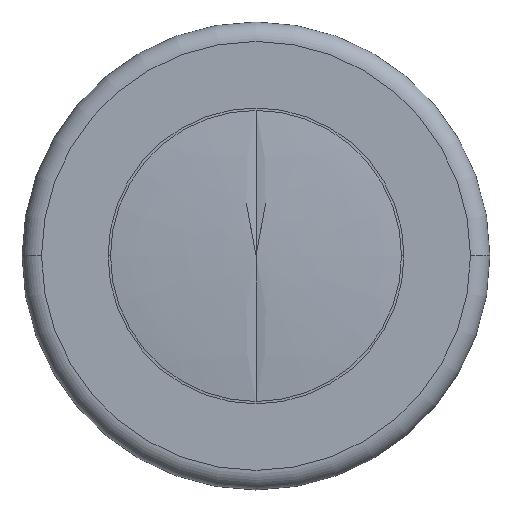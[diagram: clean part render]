
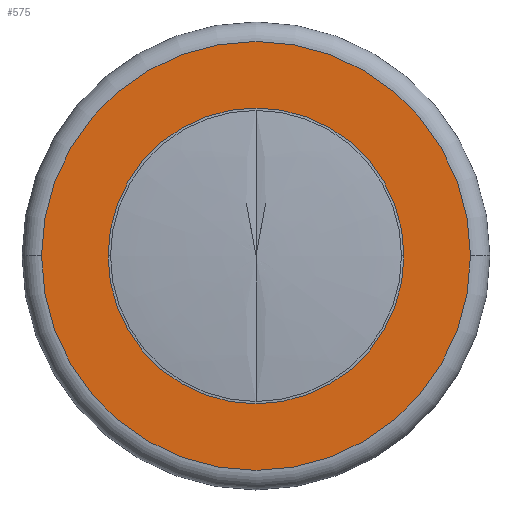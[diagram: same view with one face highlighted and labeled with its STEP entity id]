
A CAD part, top view. The second image highlights one B-rep face of the part: STEP entity #575.
In plain terms, the highlighted planar face has unit normal (0, 0, 1).
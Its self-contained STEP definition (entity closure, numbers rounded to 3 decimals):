
#67 = PLANE ( 'NONE',  #918 ) ;
#120 = AXIS2_PLACEMENT_3D ( 'NONE', #662, #907, #418 ) ;
#130 = ORIENTED_EDGE ( 'NONE', *, *, #446, .T. ) ;
#144 = EDGE_CURVE ( 'NONE', #657, #154, #294, .T. ) ;
#154 = VERTEX_POINT ( 'NONE', #631 ) ;
#161 = DIRECTION ( 'NONE',  ( 0., 0., 1. ) ) ;
#183 = CIRCLE ( 'NONE', #259, 1.1 ) ;
#227 = DIRECTION ( 'NONE',  ( 0., 0., -1. ) ) ;
#237 = ORIENTED_EDGE ( 'NONE', *, *, #144, .T. ) ;
#259 = AXIS2_PLACEMENT_3D ( 'NONE', #656, #744, #342 ) ;
#294 = CIRCLE ( 'NONE', #926, 0.759 ) ;
#311 = EDGE_LOOP ( 'NONE', ( #539, #237 ) ) ;
#328 = CARTESIAN_POINT ( 'NONE',  ( 1.1, 0., 0.96 ) ) ;
#338 = CARTESIAN_POINT ( 'NONE',  ( -1.1, 0., 0.96 ) ) ;
#342 = DIRECTION ( 'NONE',  ( 1., 0., 0. ) ) ;
#367 = ORIENTED_EDGE ( 'NONE', *, *, #431, .T. ) ;
#392 = CARTESIAN_POINT ( 'NONE',  ( 0., 0., 0.96 ) ) ;
#418 = DIRECTION ( 'NONE',  ( 1., 0., 0. ) ) ;
#431 = EDGE_CURVE ( 'NONE', #813, #738, #183, .T. ) ;
#437 = AXIS2_PLACEMENT_3D ( 'NONE', #899, #988, #829 ) ;
#446 = EDGE_CURVE ( 'NONE', #738, #813, #548, .T. ) ;
#539 = ORIENTED_EDGE ( 'NONE', *, *, #592, .T. ) ;
#548 = CIRCLE ( 'NONE', #120, 1.1 ) ;
#575 = ADVANCED_FACE ( 'NONE', ( #671, #900 ), #67, .T. ) ;
#592 = EDGE_CURVE ( 'NONE', #154, #657, #916, .T. ) ;
#631 = CARTESIAN_POINT ( 'NONE',  ( -0.759, 0., 0.96 ) ) ;
#656 = CARTESIAN_POINT ( 'NONE',  ( 0., 0., 0.96 ) ) ;
#657 = VERTEX_POINT ( 'NONE', #750 ) ;
#662 = CARTESIAN_POINT ( 'NONE',  ( 0., 0., 0.96 ) ) ;
#671 = FACE_BOUND ( 'NONE', #311, .T. ) ;
#738 = VERTEX_POINT ( 'NONE', #338 ) ;
#744 = DIRECTION ( 'NONE',  ( 0., 0., 1. ) ) ;
#750 = CARTESIAN_POINT ( 'NONE',  ( 0.759, 0., 0.96 ) ) ;
#796 = EDGE_LOOP ( 'NONE', ( #367, #130 ) ) ;
#813 = VERTEX_POINT ( 'NONE', #328 ) ;
#829 = DIRECTION ( 'NONE',  ( 1., 0., 0. ) ) ;
#895 = DIRECTION ( 'NONE',  ( 1., 0., 0. ) ) ;
#899 = CARTESIAN_POINT ( 'NONE',  ( 0., 0., 0.96 ) ) ;
#900 = FACE_OUTER_BOUND ( 'NONE', #796, .T. ) ;
#907 = DIRECTION ( 'NONE',  ( 0., 0., 1. ) ) ;
#916 = CIRCLE ( 'NONE', #437, 0.759 ) ;
#918 = AXIS2_PLACEMENT_3D ( 'NONE', #1070, #161, #895 ) ;
#926 = AXIS2_PLACEMENT_3D ( 'NONE', #392, #227, #1045 ) ;
#988 = DIRECTION ( 'NONE',  ( 0., 0., -1. ) ) ;
#1045 = DIRECTION ( 'NONE',  ( 1., 0., 0. ) ) ;
#1070 = CARTESIAN_POINT ( 'NONE',  ( 0., 0.752, 0.96 ) ) ;
